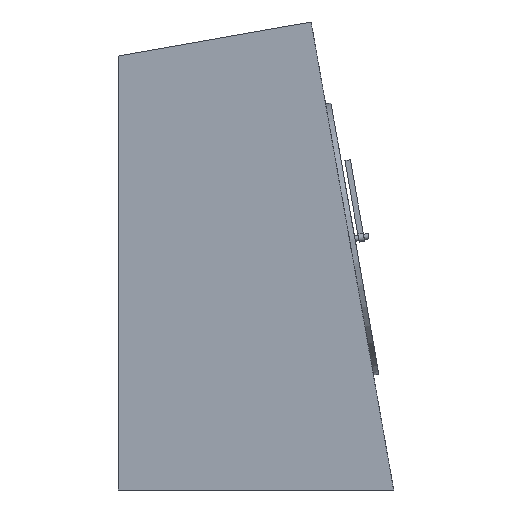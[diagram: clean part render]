
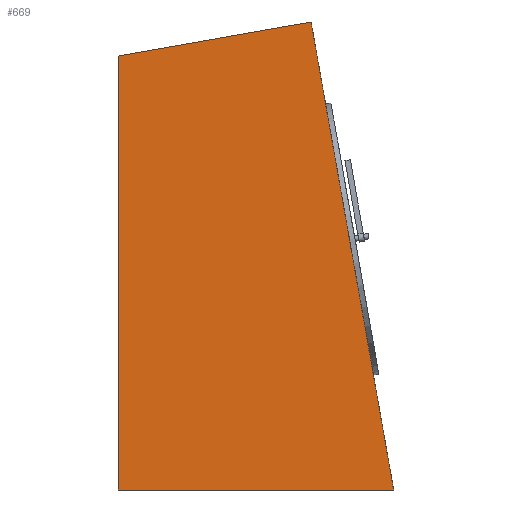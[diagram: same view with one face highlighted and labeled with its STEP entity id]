
A CAD part, left-side view. The second image highlights one B-rep face of the part: STEP entity #669.
In plain terms, the highlighted face is planar.
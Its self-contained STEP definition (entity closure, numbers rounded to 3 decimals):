
#95=FACE_OUTER_BOUND('',#137,.T.);
#137=EDGE_LOOP('',(#509,#510,#511,#512));
#193=LINE('',#1084,#265);
#196=LINE('',#1090,#268);
#199=LINE('',#1096,#271);
#202=LINE('',#1100,#274);
#265=VECTOR('',#875,10.);
#268=VECTOR('',#880,10.);
#271=VECTOR('',#885,10.);
#274=VECTOR('',#890,10.);
#331=VERTEX_POINT('',#1081);
#332=VERTEX_POINT('',#1083);
#334=VERTEX_POINT('',#1089);
#336=VERTEX_POINT('',#1095);
#393=EDGE_CURVE('',#332,#331,#193,.T.);
#396=EDGE_CURVE('',#334,#332,#196,.T.);
#399=EDGE_CURVE('',#336,#334,#199,.T.);
#402=EDGE_CURVE('',#331,#336,#202,.T.);
#509=ORIENTED_EDGE('',*,*,#402,.T.);
#510=ORIENTED_EDGE('',*,*,#399,.T.);
#511=ORIENTED_EDGE('',*,*,#396,.T.);
#512=ORIENTED_EDGE('',*,*,#393,.T.);
#635=PLANE('',#784);
#669=ADVANCED_FACE('',(#95),#635,.T.);
#784=AXIS2_PLACEMENT_3D('',#1101,#891,#892);
#875=DIRECTION('',(0.,1.,0.));
#880=DIRECTION('',(0.,0.,-1.));
#885=DIRECTION('',(0.,-0.985,-0.174));
#890=DIRECTION('',(0.,-0.174,0.985));
#891=DIRECTION('center_axis',(1.,0.,0.));
#892=DIRECTION('ref_axis',(0.,0.,-1.));
#1081=CARTESIAN_POINT('',(150.,100.,0.));
#1083=CARTESIAN_POINT('',(150.,0.,0.));
#1084=CARTESIAN_POINT('',(150.,100.,0.));
#1089=CARTESIAN_POINT('',(150.,0.,157.647));
#1090=CARTESIAN_POINT('',(150.,0.,0.));
#1095=CARTESIAN_POINT('',(150.,70.,170.));
#1096=CARTESIAN_POINT('',(150.,70.,170.));
#1100=CARTESIAN_POINT('',(150.,100.,0.));
#1101=CARTESIAN_POINT('Origin',(150.,50.,85.));
